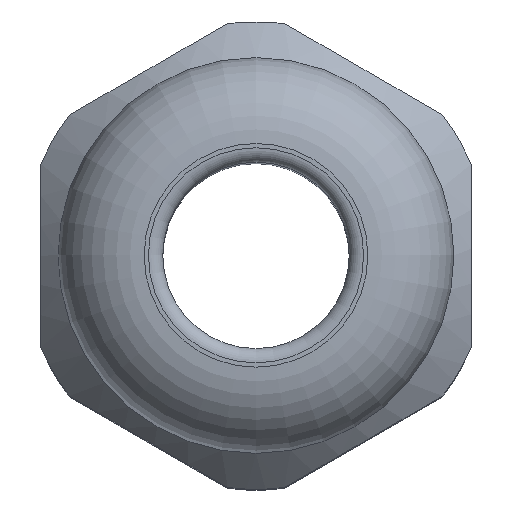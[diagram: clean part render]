
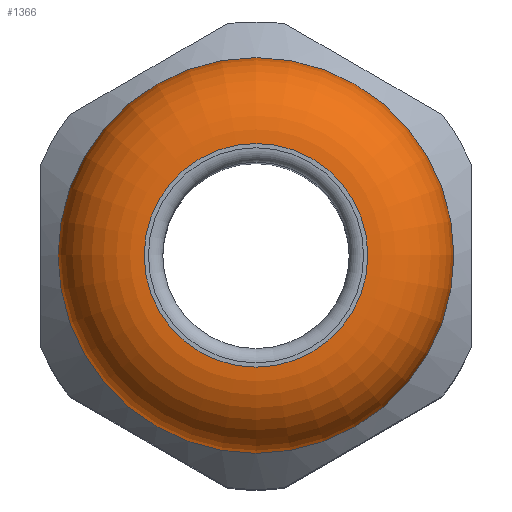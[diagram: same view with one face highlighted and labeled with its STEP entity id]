
A CAD part, top view. The second image highlights one B-rep face of the part: STEP entity #1366.
In plain terms, the highlighted toroidal (fillet/blend) face has major radius 3.9 mm and minor radius 3 mm.
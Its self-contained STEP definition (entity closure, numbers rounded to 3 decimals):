
#20=TOROIDAL_SURFACE('',#1478,3.9,3.);
#62=CIRCLE('',#1475,6.9);
#64=CIRCLE('',#1479,3.9);
#96=FACE_BOUND('',#262,.T.);
#171=FACE_OUTER_BOUND('',#261,.T.);
#261=EDGE_LOOP('',(#1235));
#262=EDGE_LOOP('',(#1236));
#678=VERTEX_POINT('',#2242);
#680=VERTEX_POINT('',#2248);
#864=EDGE_CURVE('',#678,#678,#62,.T.);
#866=EDGE_CURVE('',#680,#680,#64,.T.);
#1235=ORIENTED_EDGE('',*,*,#866,.T.);
#1236=ORIENTED_EDGE('',*,*,#864,.F.);
#1366=ADVANCED_FACE('',(#171,#96),#20,.T.);
#1475=AXIS2_PLACEMENT_3D('',#2243,#1837,#1838);
#1478=AXIS2_PLACEMENT_3D('',#2247,#1843,#1844);
#1479=AXIS2_PLACEMENT_3D('',#2249,#1845,#1846);
#1837=DIRECTION('center_axis',(0.,0.,-1.));
#1838=DIRECTION('ref_axis',(-1.,0.,0.));
#1843=DIRECTION('center_axis',(0.,0.,-1.));
#1844=DIRECTION('ref_axis',(-1.,0.,0.));
#1845=DIRECTION('center_axis',(0.,0.,-1.));
#1846=DIRECTION('ref_axis',(-1.,0.,0.));
#2242=CARTESIAN_POINT('',(-6.9,0.,27.5));
#2243=CARTESIAN_POINT('Origin',(0.,0.,27.5));
#2247=CARTESIAN_POINT('Origin',(0.,0.,27.5));
#2248=CARTESIAN_POINT('',(-3.9,0.,30.5));
#2249=CARTESIAN_POINT('Origin',(0.,0.,30.5));
